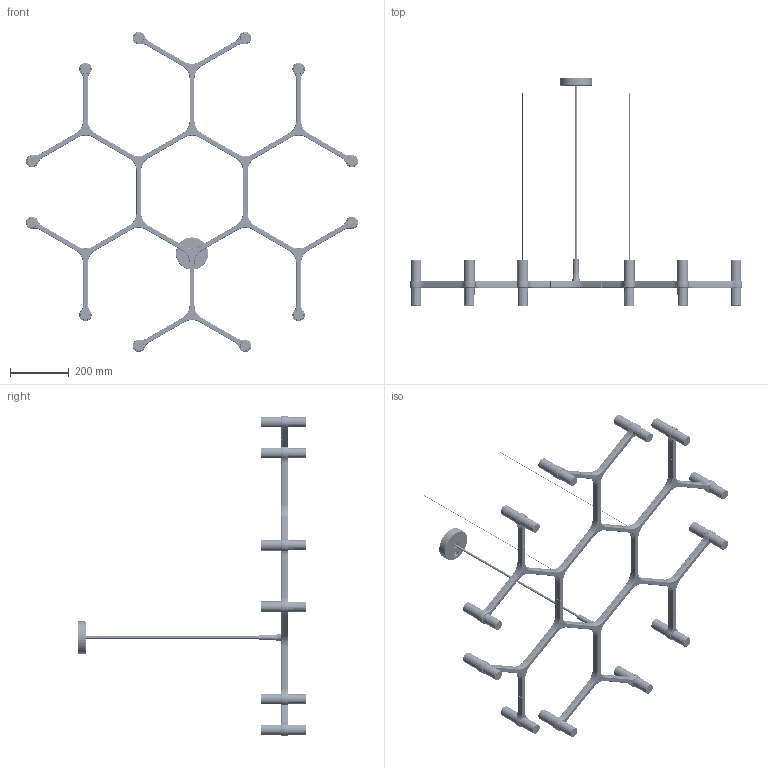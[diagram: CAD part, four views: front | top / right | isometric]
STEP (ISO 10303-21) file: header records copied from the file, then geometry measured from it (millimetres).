
FILE_DESCRIPTION (( 'STEP AP214' ), '1' );
FILE_NAME ('PLANA MINOR.STEP', '2014-04-16T11:03:44', ( 'winner' ), ( '' ), 'SwSTEP 2.0', 'SolidWorks 2012', '' );
FILE_SCHEMA (( 'AUTOMOTIVE_DESIGN' ));
Length unit declared in the file: millimetre
Products named in the file (19): 052COM700110; cavo acciaio; red cable; CROCE-SUP-COLONNA_ASM; 051CRO700900_ASM; BARRA_CORTA_M12X1; COLONNA; 051CRO700400; TERMINALE_ASM; 061CRO701200; 51G9-L18; 051CRO701200; 051CRO700600; 051CRO700800; 051CRO700500; CROCE-SUP-VITI_ASM; 051CRO700300; 051CRO700100; PLANA MINOR
Assembly tree (52 placements, depth 4):
  PLANA MINOR
    051CRO700100  x12
    CROCE-SUP-VITI_ASM  x9
      051CRO700300
    TERMINALE_ASM  x13
      051CRO700500
      051CRO700800
      051CRO700600
      051CRO701200
      51G9-L18
      061CRO701200
    CROCE-SUP-COLONNA_ASM
      051CRO700400
      051CRO700900_ASM
        COLONNA
        BARRA_CORTA_M12X1
    red cable
    cavo acciaio  x2
    051CRO700300  x2
    052COM700110
Bounding box: 1133.19 x 777.5 x 1092 mm (x, y, z)
Volume: 493090.7 mm3; surface area: 1385130.6 mm2
Topology: 43 solids, 247 shells, 23048 faces, 62184 edges, 40538 vertices
Faces by surface type: plane 14425, cylinder 3635, bspline 3503, cone 1291, torus 194
Entity records: 87975 total; most frequent: CARTESIAN_POINT 29137, ORIENTED_EDGE 12612, DIRECTION 11162, EDGE_CURVE 6340, LINE 4618, VECTOR 4618, VERTEX_POINT 4144, AXIS2_PLACEMENT_3D 3272
